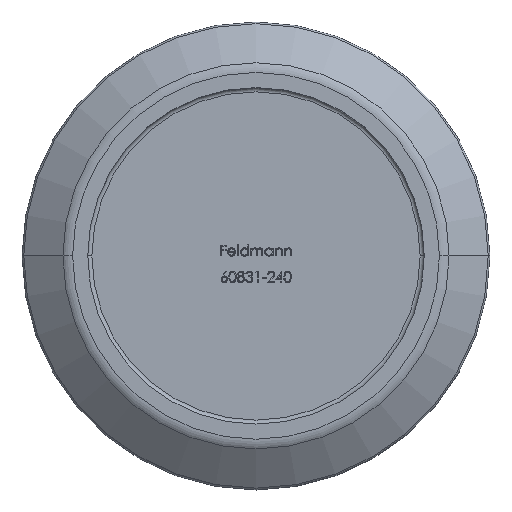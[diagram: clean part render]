
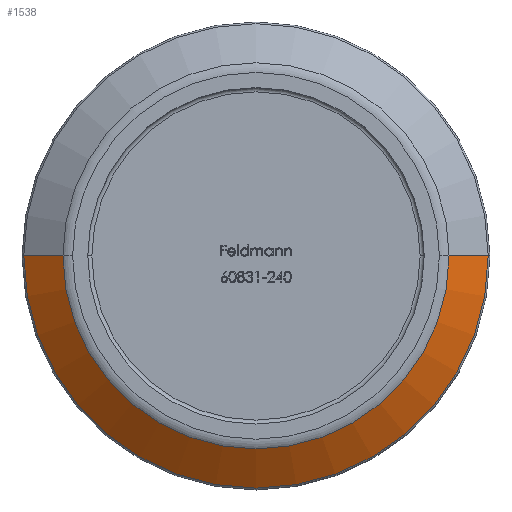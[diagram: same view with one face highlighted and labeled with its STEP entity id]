
A CAD part, top view. The second image highlights one B-rep face of the part: STEP entity #1538.
In plain terms, the highlighted conical face has half-angle 53.973 degrees and reference radius 28.5 mm.
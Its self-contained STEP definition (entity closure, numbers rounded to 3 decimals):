
#22 = ORIENTED_EDGE ( 'NONE', *, *, #4539, .T. ) ;
#148 = DIRECTION ( 'NONE',  ( 1., 0., 0. ) ) ;
#502 = DIRECTION ( 'NONE',  ( -0.809, 0., -0.588 ) ) ;
#548 = DIRECTION ( 'NONE',  ( 0., 0., -1. ) ) ;
#636 = DIRECTION ( 'NONE',  ( 0.809, 0., -0.588 ) ) ;
#1416 = DIRECTION ( 'NONE',  ( 0., 0., 1. ) ) ;
#1538 = ADVANCED_FACE ( 'NONE', ( #14019 ), #3082, .T. ) ;
#2305 = ORIENTED_EDGE ( 'NONE', *, *, #6279, .T. ) ;
#2847 = DIRECTION ( 'NONE',  ( 1., 0., 0. ) ) ;
#3082 = CONICAL_SURFACE ( 'NONE', #12990, 28.5, 0.942 ) ;
#3119 = EDGE_CURVE ( 'NONE', #7819, #12081, #4844, .T. ) ;
#3603 = CARTESIAN_POINT ( 'NONE',  ( 0., 0., -0.85 ) ) ;
#3732 = CARTESIAN_POINT ( 'NONE',  ( -23.526, 0., 2.617 ) ) ;
#4009 = LINE ( 'NONE', #9571, #13860 ) ;
#4280 = CIRCLE ( 'NONE', #12615, 28.294 ) ;
#4452 = AXIS2_PLACEMENT_3D ( 'NONE', #11058, #548, #2847 ) ;
#4539 = EDGE_CURVE ( 'NONE', #7419, #12081, #4280, .T. ) ;
#4844 = LINE ( 'NONE', #10765, #5759 ) ;
#5326 = CARTESIAN_POINT ( 'NONE',  ( 0., 0., -1. ) ) ;
#5370 = DIRECTION ( 'NONE',  ( 0., 0., -1. ) ) ;
#5759 = VECTOR ( 'NONE', #636, 1000. ) ;
#6279 = EDGE_CURVE ( 'NONE', #7819, #9370, #7133, .T. ) ;
#6514 = DIRECTION ( 'NONE',  ( -1., 0., 0. ) ) ;
#7133 = CIRCLE ( 'NONE', #4452, 23.526 ) ;
#7419 = VERTEX_POINT ( 'NONE', #10593 ) ;
#7520 = CARTESIAN_POINT ( 'NONE',  ( 28.294, 0., -0.85 ) ) ;
#7819 = VERTEX_POINT ( 'NONE', #13674 ) ;
#9370 = VERTEX_POINT ( 'NONE', #3732 ) ;
#9507 = ORIENTED_EDGE ( 'NONE', *, *, #3119, .F. ) ;
#9571 = CARTESIAN_POINT ( 'NONE',  ( -28.5, 0., -1. ) ) ;
#10346 = EDGE_LOOP ( 'NONE', ( #9507, #2305, #12914, #22 ) ) ;
#10593 = CARTESIAN_POINT ( 'NONE',  ( -28.294, 0., -0.85 ) ) ;
#10765 = CARTESIAN_POINT ( 'NONE',  ( 28.5, 0., -1. ) ) ;
#11058 = CARTESIAN_POINT ( 'NONE',  ( 0., 0., 2.617 ) ) ;
#12081 = VERTEX_POINT ( 'NONE', #7520 ) ;
#12615 = AXIS2_PLACEMENT_3D ( 'NONE', #3603, #1416, #148 ) ;
#12914 = ORIENTED_EDGE ( 'NONE', *, *, #14646, .T. ) ;
#12990 = AXIS2_PLACEMENT_3D ( 'NONE', #5326, #5370, #6514 ) ;
#13674 = CARTESIAN_POINT ( 'NONE',  ( 23.526, 0., 2.617 ) ) ;
#13860 = VECTOR ( 'NONE', #502, 1000. ) ;
#14019 = FACE_OUTER_BOUND ( 'NONE', #10346, .T. ) ;
#14646 = EDGE_CURVE ( 'NONE', #9370, #7419, #4009, .T. ) ;
